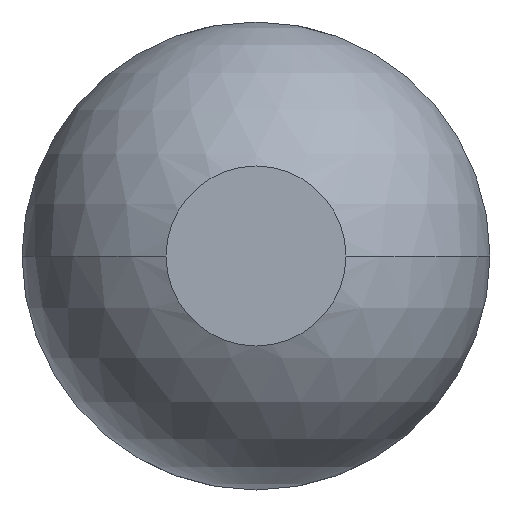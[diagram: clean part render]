
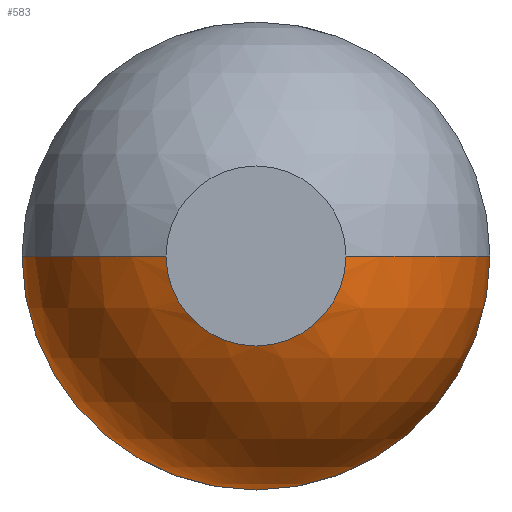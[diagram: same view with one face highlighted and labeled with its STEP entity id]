
A CAD part, front view. The second image highlights one B-rep face of the part: STEP entity #583.
In plain terms, the highlighted spherical face has radius 0.39 mm.
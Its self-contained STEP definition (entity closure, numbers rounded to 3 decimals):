
#27 = SPHERICAL_SURFACE ( 'NONE', #3522, 0.39 ) ;
#106 = CARTESIAN_POINT ( 'NONE',  ( 0., -35.94, 0. ) ) ;
#119 = CARTESIAN_POINT ( 'NONE',  ( -0.15, -36.3, 0. ) ) ;
#159 = CIRCLE ( 'NONE', #1577, 0.39 ) ;
#162 = DIRECTION ( 'NONE',  ( 0., 0., -1. ) ) ;
#216 = CARTESIAN_POINT ( 'NONE',  ( 0., -36.3, 0. ) ) ;
#375 = EDGE_LOOP ( 'NONE', ( #1817, #3309, #523, #590, #2905, #2980 ) ) ;
#492 = DIRECTION ( 'NONE',  ( 0., 0., -1. ) ) ;
#523 = ORIENTED_EDGE ( 'NONE', *, *, #1046, .F. ) ;
#537 = DIRECTION ( 'NONE',  ( 0., -1., 0. ) ) ;
#583 = ADVANCED_FACE ( 'Defeature ausgef�hrt1_4', ( #1291 ), #27, .T. ) ;
#590 = ORIENTED_EDGE ( 'NONE', *, *, #2699, .F. ) ;
#631 = AXIS2_PLACEMENT_3D ( 'NONE', #106, #972, #1243 ) ;
#752 = DIRECTION ( 'NONE',  ( 1., 0., 0. ) ) ;
#771 = DIRECTION ( 'NONE',  ( 0., 1., 0. ) ) ;
#790 = CIRCLE ( 'NONE', #1858, 0.39 ) ;
#858 = DIRECTION ( 'NONE',  ( 0., 0., 1. ) ) ;
#916 = DIRECTION ( 'NONE',  ( -1., 0., 0. ) ) ;
#940 = VERTEX_POINT ( 'NONE', #119 ) ;
#972 = DIRECTION ( 'NONE',  ( 0., 1., 0. ) ) ;
#1046 = EDGE_CURVE ( 'Defeature ausgef�hrt1_5+Defeature ausgef�hrt1_4+Defeature ausgef�hrt1_4+Defeature ausgef�hrt1_4', #3118, #2270, #2672, .T. ) ;
#1056 = CARTESIAN_POINT ( 'NONE',  ( 0., -36.3, 0. ) ) ;
#1243 = DIRECTION ( 'NONE',  ( 0., 0., 1. ) ) ;
#1247 = CARTESIAN_POINT ( 'NONE',  ( 0., -35.94, 0. ) ) ;
#1286 = CIRCLE ( 'NONE', #3782, 0.15 ) ;
#1291 = FACE_OUTER_BOUND ( 'NONE', #375, .T. ) ;
#1383 = CARTESIAN_POINT ( 'NONE',  ( 0.39, -35.94, 0. ) ) ;
#1577 = AXIS2_PLACEMENT_3D ( 'NONE', #1247, #2985, #916 ) ;
#1639 = DIRECTION ( 'NONE',  ( 0., 0., -1. ) ) ;
#1651 = AXIS2_PLACEMENT_3D ( 'NONE', #1056, #537, #492 ) ;
#1817 = ORIENTED_EDGE ( 'NONE', *, *, #1820, .F. ) ;
#1820 = EDGE_CURVE ( 'Defeature ausgef�hrt1_11+Defeature ausgef�hrt1_4+Defeature ausgef�hrt1_4+Defeature ausgef�hrt1_4', #940, #2931, #1286, .T. ) ;
#1853 = EDGE_CURVE ( 'NONE', #940, #2270, #159, .T. ) ;
#1858 = AXIS2_PLACEMENT_3D ( 'NONE', #2911, #858, #2899 ) ;
#1935 = CIRCLE ( 'NONE', #2439, 0.39 ) ;
#2063 = CARTESIAN_POINT ( 'NONE',  ( -0.39, -35.94, 0. ) ) ;
#2270 = VERTEX_POINT ( 'NONE', #2063 ) ;
#2356 = EDGE_CURVE ( 'Defeature ausgef�hrt1_11+Defeature ausgef�hrt1_4+Defeature ausgef�hrt1_4+Defeature ausgef�hrt1_4', #2931, #2816, #3127, .T. ) ;
#2401 = EDGE_CURVE ( 'NONE', #2816, #3217, #790, .T. ) ;
#2439 = AXIS2_PLACEMENT_3D ( 'NONE', #3092, #771, #2784 ) ;
#2672 = CIRCLE ( 'NONE', #631, 0.39 ) ;
#2699 = EDGE_CURVE ( 'Defeature ausgef�hrt1_5+Defeature ausgef�hrt1_4+Defeature ausgef�hrt1_4+Defeature ausgef�hrt1_4', #3217, #3118, #1935, .T. ) ;
#2784 = DIRECTION ( 'NONE',  ( 0., 0., 1. ) ) ;
#2816 = VERTEX_POINT ( 'NONE', #3468 ) ;
#2899 = DIRECTION ( 'NONE',  ( 1., 0., 0. ) ) ;
#2905 = ORIENTED_EDGE ( 'NONE', *, *, #2401, .F. ) ;
#2911 = CARTESIAN_POINT ( 'NONE',  ( 0., -35.94, 0. ) ) ;
#2931 = VERTEX_POINT ( 'NONE', #3220 ) ;
#2980 = ORIENTED_EDGE ( 'NONE', *, *, #2356, .F. ) ;
#2985 = DIRECTION ( 'NONE',  ( 0., 0., -1. ) ) ;
#3061 = CARTESIAN_POINT ( 'NONE',  ( 0., -35.94, -0.39 ) ) ;
#3071 = CARTESIAN_POINT ( 'NONE',  ( 0., -35.94, 0. ) ) ;
#3092 = CARTESIAN_POINT ( 'NONE',  ( 0., -35.94, 0. ) ) ;
#3118 = VERTEX_POINT ( 'NONE', #3061 ) ;
#3127 = CIRCLE ( 'NONE', #1651, 0.15 ) ;
#3217 = VERTEX_POINT ( 'NONE', #1383 ) ;
#3220 = CARTESIAN_POINT ( 'NONE',  ( 0., -36.3, -0.15 ) ) ;
#3309 = ORIENTED_EDGE ( 'NONE', *, *, #1853, .T. ) ;
#3468 = CARTESIAN_POINT ( 'NONE',  ( 0.15, -36.3, 0. ) ) ;
#3522 = AXIS2_PLACEMENT_3D ( 'NONE', #3071, #162, #752 ) ;
#3718 = DIRECTION ( 'NONE',  ( 0., -1., 0. ) ) ;
#3782 = AXIS2_PLACEMENT_3D ( 'NONE', #216, #3718, #1639 ) ;
